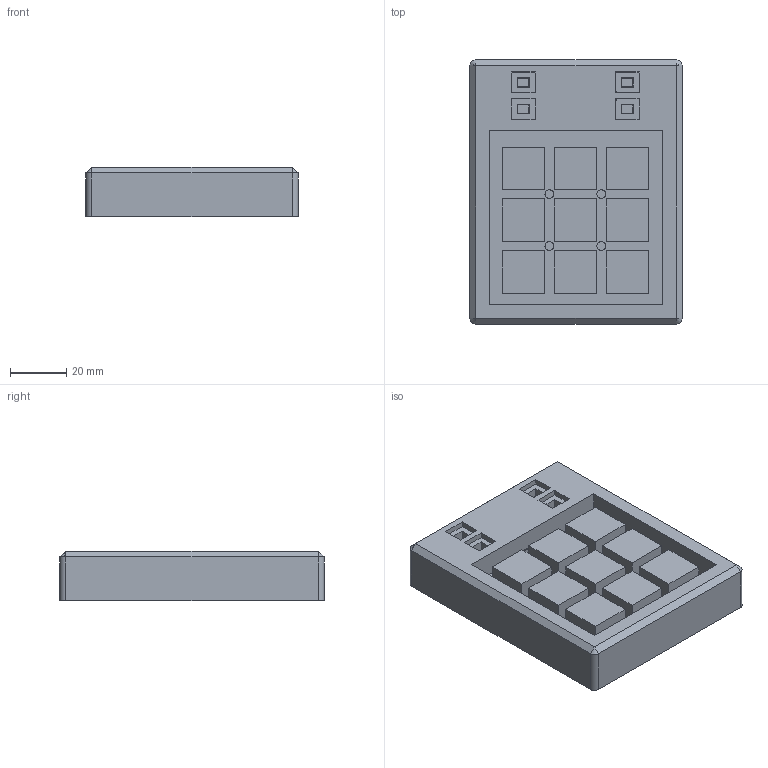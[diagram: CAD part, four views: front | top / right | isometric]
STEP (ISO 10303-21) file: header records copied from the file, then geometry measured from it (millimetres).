
FILE_DESCRIPTION(/* description */ ('','CAx-IF Rec.Pracs.---Representation and Presentation of Product Manufacturing Information (PMI)---4.0---2014-10-13'),/* implementation_level */ '2;1');
FILE_NAME(/* name */ 'HackPad v0.step',/* time_stamp */ '2025-02-16T13:23:13+01:00',/* author */ (''),/* organization */ (''),/* preprocessor_version */ 'ST-DEVELOPER v20',/* originating_system */ 'Autodesk Translation Framework v13.20.0.188',/* authorisation */ '');
FILE_SCHEMA (('AP242_MANAGED_MODEL_BASED_3D_ENGINEERING_MIM_LF { 1 0 10303 442 1 1 4 }'));
Length unit declared in the file: millimetre
Products named in the file (1): HackPad
Bounding box: 75.5 x 94 x 17.6 mm (x, y, z)
Volume: 89152.8 mm3; surface area: 53074.2 mm2
Topology: 3 solids, 3 shells, 728 faces, 1974 edges, 1306 vertices
Faces by surface type: plane 392, bspline 290, cylinder 38, cone 8
Full cylindrical faces by diameter (mm): 3 x4, 3.1 x8, 5.1 x4, 5.5 x4, 12.2 x4
Entity records: 25475 total; most frequent: CARTESIAN_POINT 8962, ORIENTED_EDGE 3940, DIRECTION 2350, EDGE_CURVE 1970, VERTEX_POINT 1306, LINE 1300, VECTOR 1300, EDGE_LOOP 824
